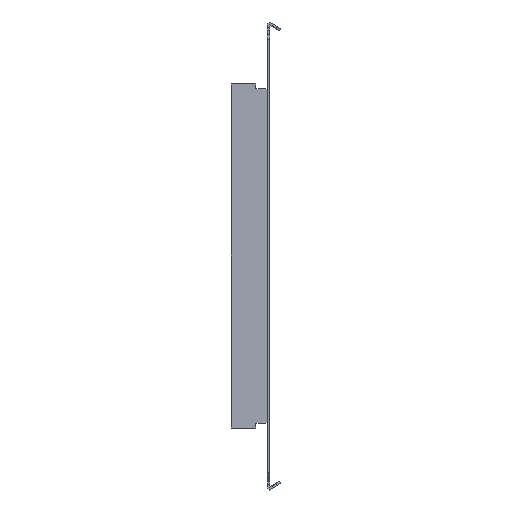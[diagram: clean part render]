
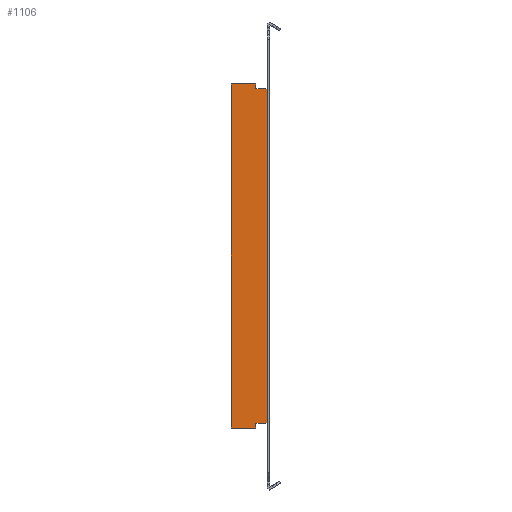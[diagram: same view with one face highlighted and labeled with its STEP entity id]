
A CAD part, left-side view. The second image highlights one B-rep face of the part: STEP entity #1106.
In plain terms, the highlighted planar face has unit normal (-1, 0, 0).
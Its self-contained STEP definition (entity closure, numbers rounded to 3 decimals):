
#2 = LINE ( 'NONE', #5579, #4808 ) ;
#65 = EDGE_CURVE ( 'NONE', #3426, #1717, #3324, .T. ) ;
#68 = EDGE_LOOP ( 'NONE', ( #1967, #6367, #610, #1538, #5143, #1811, #1858, #1667, #3193, #2479, #859, #3182, #3609, #4649 ) ) ;
#158 = LINE ( 'NONE', #4690, #1256 ) ;
#543 = VERTEX_POINT ( 'NONE', #1936 ) ;
#597 = LINE ( 'NONE', #1594, #3650 ) ;
#610 = ORIENTED_EDGE ( 'NONE', *, *, #2467, .F. ) ;
#643 = EDGE_CURVE ( 'NONE', #4205, #5205, #2, .T. ) ;
#663 = DIRECTION ( 'NONE',  ( 0., 0., -1. ) ) ;
#738 = CARTESIAN_POINT ( 'NONE',  ( 1.5, 21.5, 0. ) ) ;
#859 = ORIENTED_EDGE ( 'NONE', *, *, #3393, .T. ) ;
#882 = CARTESIAN_POINT ( 'NONE',  ( 1.5, -1.5, -106.25 ) ) ;
#892 = VERTEX_POINT ( 'NONE', #3042 ) ;
#902 = DIRECTION ( 'NONE',  ( 0., -1., 0. ) ) ;
#937 = AXIS2_PLACEMENT_3D ( 'NONE', #2013, #5414, #2367 ) ;
#980 = LINE ( 'NONE', #5476, #6093 ) ;
#1099 = LINE ( 'NONE', #5058, #4619 ) ;
#1106 = ADVANCED_FACE ( 'NONE', ( #4507 ), #2898, .T. ) ;
#1147 = VERTEX_POINT ( 'NONE', #1650 ) ;
#1256 = VECTOR ( 'NONE', #2254, 1000. ) ;
#1287 = LINE ( 'NONE', #4798, #2106 ) ;
#1308 = LINE ( 'NONE', #6301, #2990 ) ;
#1351 = LINE ( 'NONE', #2370, #4718 ) ;
#1537 = DIRECTION ( 'NONE',  ( 0., 0., 1. ) ) ;
#1538 = ORIENTED_EDGE ( 'NONE', *, *, #5023, .F. ) ;
#1571 = VECTOR ( 'NONE', #3694, 1000. ) ;
#1594 = CARTESIAN_POINT ( 'NONE',  ( 1.5, -1.5, 0. ) ) ;
#1634 = EDGE_CURVE ( 'NONE', #3563, #1147, #158, .T. ) ;
#1650 = CARTESIAN_POINT ( 'NONE',  ( 1.5, -0.5, 106.25 ) ) ;
#1667 = ORIENTED_EDGE ( 'NONE', *, *, #65, .F. ) ;
#1680 = LINE ( 'NONE', #3188, #4432 ) ;
#1717 = VERTEX_POINT ( 'NONE', #2663 ) ;
#1729 = VECTOR ( 'NONE', #5604, 1000. ) ;
#1744 = CARTESIAN_POINT ( 'NONE',  ( 1.5, 21.5, -106.75 ) ) ;
#1804 = DIRECTION ( 'NONE',  ( 0., 0., 1. ) ) ;
#1811 = ORIENTED_EDGE ( 'NONE', *, *, #5574, .F. ) ;
#1858 = ORIENTED_EDGE ( 'NONE', *, *, #6220, .T. ) ;
#1870 = CARTESIAN_POINT ( 'NONE',  ( 1.5, -1.5, 106.25 ) ) ;
#1887 = DIRECTION ( 'NONE',  ( 0., 1., 0. ) ) ;
#1902 = EDGE_CURVE ( 'NONE', #3367, #5704, #1287, .T. ) ;
#1936 = CARTESIAN_POINT ( 'NONE',  ( 1.5, 5.75, 106.75 ) ) ;
#1938 = CARTESIAN_POINT ( 'NONE',  ( 1.5, -0.5, -106.25 ) ) ;
#1961 = DIRECTION ( 'NONE',  ( 0., 0., -1. ) ) ;
#1967 = ORIENTED_EDGE ( 'NONE', *, *, #6350, .F. ) ;
#2013 = CARTESIAN_POINT ( 'NONE',  ( 1.5, 0., 0. ) ) ;
#2106 = VECTOR ( 'NONE', #1961, 1000. ) ;
#2177 = VECTOR ( 'NONE', #902, 1000. ) ;
#2197 = DIRECTION ( 'NONE',  ( 0., -1., 0. ) ) ;
#2254 = DIRECTION ( 'NONE',  ( 0., -1., 0. ) ) ;
#2367 = DIRECTION ( 'NONE',  ( 0., -1., 0. ) ) ;
#2370 = CARTESIAN_POINT ( 'NONE',  ( 1.5, 0., -109.25 ) ) ;
#2376 = CARTESIAN_POINT ( 'NONE',  ( 1.5, 0., 109.25 ) ) ;
#2467 = EDGE_CURVE ( 'NONE', #4055, #5205, #597, .T. ) ;
#2479 = ORIENTED_EDGE ( 'NONE', *, *, #4198, .F. ) ;
#2555 = LINE ( 'NONE', #4617, #3757 ) ;
#2623 = DIRECTION ( 'NONE',  ( 0., -1., 0. ) ) ;
#2663 = CARTESIAN_POINT ( 'NONE',  ( 1.5, 5.75, 109.25 ) ) ;
#2692 = EDGE_CURVE ( 'NONE', #892, #3426, #5798, .T. ) ;
#2801 = VERTEX_POINT ( 'NONE', #3272 ) ;
#2898 = PLANE ( 'NONE',  #937 ) ;
#2955 = EDGE_CURVE ( 'NONE', #3367, #4455, #2555, .T. ) ;
#2976 = DIRECTION ( 'NONE',  ( 0., 0., -1. ) ) ;
#2990 = VECTOR ( 'NONE', #1804, 1000. ) ;
#3042 = CARTESIAN_POINT ( 'NONE',  ( 1.5, 21.5, 106.75 ) ) ;
#3133 = LINE ( 'NONE', #4644, #1729 ) ;
#3182 = ORIENTED_EDGE ( 'NONE', *, *, #3253, .F. ) ;
#3188 = CARTESIAN_POINT ( 'NONE',  ( 1.5, 0., 106.25 ) ) ;
#3193 = ORIENTED_EDGE ( 'NONE', *, *, #2692, .F. ) ;
#3253 = EDGE_CURVE ( 'NONE', #5704, #2801, #1351, .T. ) ;
#3272 = CARTESIAN_POINT ( 'NONE',  ( 1.5, 21.5, -109.25 ) ) ;
#3324 = LINE ( 'NONE', #2376, #2177 ) ;
#3367 = VERTEX_POINT ( 'NONE', #4447 ) ;
#3393 = EDGE_CURVE ( 'NONE', #5136, #2801, #1099, .T. ) ;
#3426 = VERTEX_POINT ( 'NONE', #5491 ) ;
#3563 = VERTEX_POINT ( 'NONE', #4165 ) ;
#3609 = ORIENTED_EDGE ( 'NONE', *, *, #1902, .F. ) ;
#3650 = VECTOR ( 'NONE', #663, 1000. ) ;
#3694 = DIRECTION ( 'NONE',  ( 0., 0., 1. ) ) ;
#3757 = VECTOR ( 'NONE', #5098, 1000. ) ;
#3907 = CARTESIAN_POINT ( 'NONE',  ( 1.5, 5.75, 106.75 ) ) ;
#4055 = VERTEX_POINT ( 'NONE', #1870 ) ;
#4165 = CARTESIAN_POINT ( 'NONE',  ( 1.5, 5.75, 106.25 ) ) ;
#4198 = EDGE_CURVE ( 'NONE', #5136, #892, #980, .T. ) ;
#4205 = VERTEX_POINT ( 'NONE', #1938 ) ;
#4432 = VECTOR ( 'NONE', #2197, 1000. ) ;
#4447 = CARTESIAN_POINT ( 'NONE',  ( 1.5, 5.75, -106.75 ) ) ;
#4455 = VERTEX_POINT ( 'NONE', #5324 ) ;
#4507 = FACE_OUTER_BOUND ( 'NONE', #68, .T. ) ;
#4511 = CARTESIAN_POINT ( 'NONE',  ( 1.5, 5.75, -109.25 ) ) ;
#4617 = CARTESIAN_POINT ( 'NONE',  ( 1.5, 5.75, -106.75 ) ) ;
#4619 = VECTOR ( 'NONE', #2976, 1000. ) ;
#4644 = CARTESIAN_POINT ( 'NONE',  ( 1.5, 21.5, -106.25 ) ) ;
#4649 = ORIENTED_EDGE ( 'NONE', *, *, #2955, .T. ) ;
#4690 = CARTESIAN_POINT ( 'NONE',  ( 1.5, -1.5, 106.25 ) ) ;
#4718 = VECTOR ( 'NONE', #1887, 1000. ) ;
#4798 = CARTESIAN_POINT ( 'NONE',  ( 1.5, 5.75, 0. ) ) ;
#4808 = VECTOR ( 'NONE', #2623, 1000. ) ;
#5023 = EDGE_CURVE ( 'NONE', #1147, #4055, #1680, .T. ) ;
#5058 = CARTESIAN_POINT ( 'NONE',  ( 1.5, 21.5, -106.75 ) ) ;
#5098 = DIRECTION ( 'NONE',  ( 0., 0., 1. ) ) ;
#5136 = VERTEX_POINT ( 'NONE', #1744 ) ;
#5143 = ORIENTED_EDGE ( 'NONE', *, *, #1634, .F. ) ;
#5205 = VERTEX_POINT ( 'NONE', #882 ) ;
#5324 = CARTESIAN_POINT ( 'NONE',  ( 1.5, 5.75, -106.25 ) ) ;
#5388 = LINE ( 'NONE', #3907, #5911 ) ;
#5414 = DIRECTION ( 'NONE',  ( -1., 0., 0. ) ) ;
#5476 = CARTESIAN_POINT ( 'NONE',  ( 1.5, 21.5, 106.25 ) ) ;
#5491 = CARTESIAN_POINT ( 'NONE',  ( 1.5, 21.5, 109.25 ) ) ;
#5574 = EDGE_CURVE ( 'NONE', #543, #3563, #5388, .T. ) ;
#5579 = CARTESIAN_POINT ( 'NONE',  ( 1.5, -0.5, -106.25 ) ) ;
#5604 = DIRECTION ( 'NONE',  ( 0., 1., 0. ) ) ;
#5704 = VERTEX_POINT ( 'NONE', #4511 ) ;
#5798 = LINE ( 'NONE', #738, #1571 ) ;
#5911 = VECTOR ( 'NONE', #6472, 1000. ) ;
#6093 = VECTOR ( 'NONE', #1537, 1000. ) ;
#6220 = EDGE_CURVE ( 'NONE', #543, #1717, #1308, .T. ) ;
#6301 = CARTESIAN_POINT ( 'NONE',  ( 1.5, 5.75, 106.75 ) ) ;
#6350 = EDGE_CURVE ( 'NONE', #4205, #4455, #3133, .T. ) ;
#6367 = ORIENTED_EDGE ( 'NONE', *, *, #643, .T. ) ;
#6472 = DIRECTION ( 'NONE',  ( 0., 0., -1. ) ) ;
